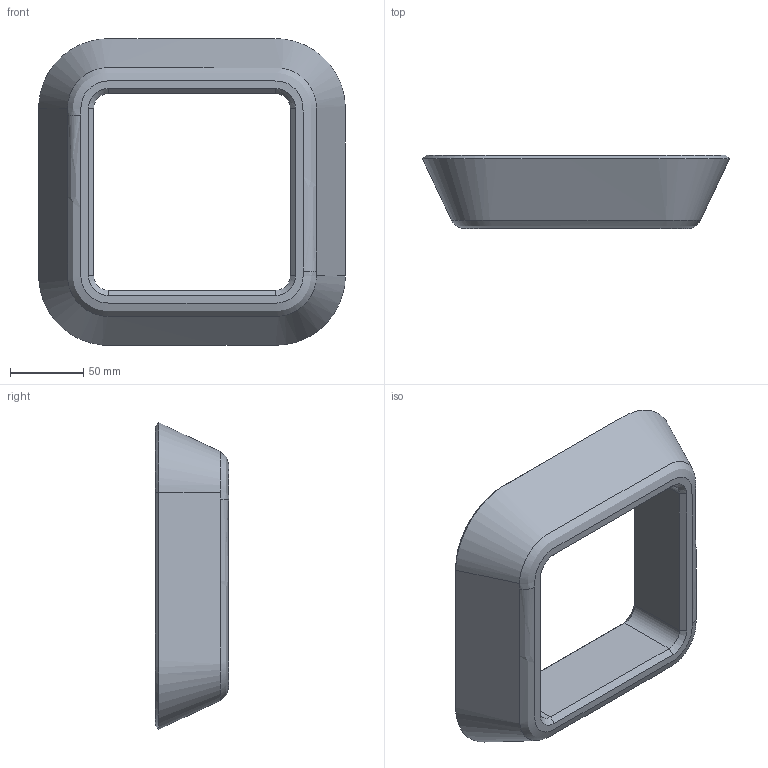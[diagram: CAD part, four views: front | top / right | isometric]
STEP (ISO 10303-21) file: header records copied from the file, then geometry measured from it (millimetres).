
FILE_DESCRIPTION (( 'STEP AP203' ), '1' );
FILE_NAME ('beacon_skirt_V0.STEP', '2026-02-09T09:06:40', ( '' ), ( '' ), 'SwSTEP 2.0', 'SolidWorks 2024', '' );
FILE_SCHEMA (( 'CONFIG_CONTROL_DESIGN' ));
Length unit declared in the file: millimetre
Products named in the file (1): beacon_skirt_V0
Bounding box: 209.09 x 50 x 209.09 mm (x, y, z)
Volume: 833572 mm3; surface area: 91990.5 mm2
Topology: 1 solids, 1 shells, 32 faces, 73 edges, 43 vertices
Faces by surface type: plane 14, cone 8, bspline 6, cylinder 4
Entity records: 6961 total; most frequent: CARTESIAN_POINT 6200, ORIENTED_EDGE 146, DIRECTION 130, EDGE_CURVE 73, AXIS2_PLACEMENT_3D 45, VERTEX_POINT 43, VECTOR 40, LINE 40
